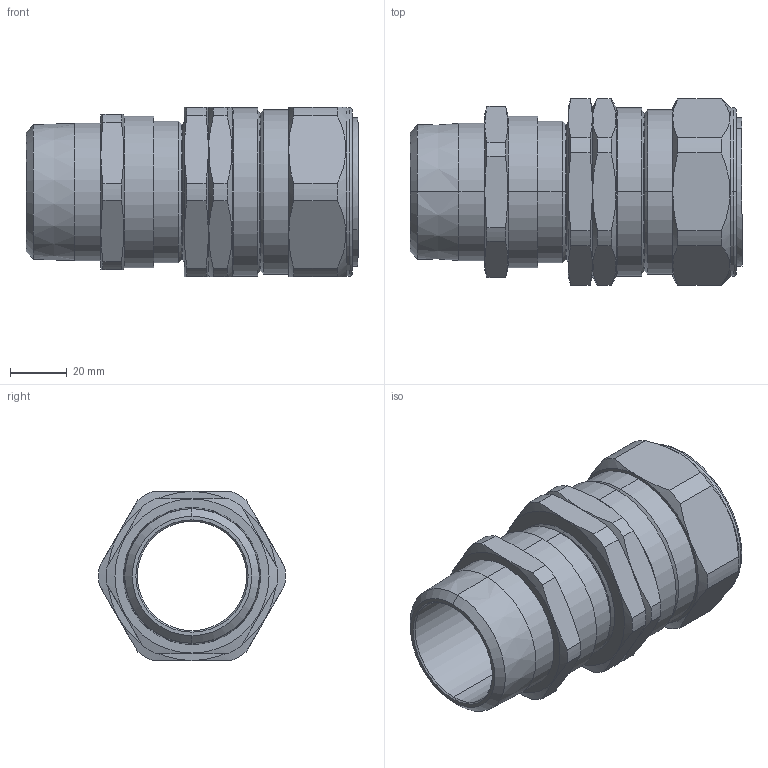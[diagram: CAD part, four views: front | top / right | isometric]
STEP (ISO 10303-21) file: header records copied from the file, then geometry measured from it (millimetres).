
FILE_DESCRIPTION (( 'STEP AP203' ), '1' );
FILE_NAME ('50SE%1RA035.STEP', '2021-04-21T10:37:18', ( '' ), ( '' ), 'SwSTEP 2.0', 'SolidWorks 2017', '' );
FILE_SCHEMA (( 'CONFIG_CONTROL_DESIGN' ));
Length unit declared in the file: millimetre
Products named in the file (1): 50SE%1RA035
Bounding box: 117.4 x 65.97 x 60 mm (x, y, z)
Volume: 118516.9 mm3; surface area: 42466.5 mm2
Topology: 1 solids, 1 shells, 134 faces, 322 edges, 200 vertices
Faces by surface type: cylinder 48, cone 44, plane 36, torus 6
Entity records: 4353 total; most frequent: CARTESIAN_POINT 1173, DIRECTION 666, ORIENTED_EDGE 644, EDGE_CURVE 322, AXIS2_PLACEMENT_3D 281, VERTEX_POINT 200, EDGE_LOOP 146, CIRCLE 146
